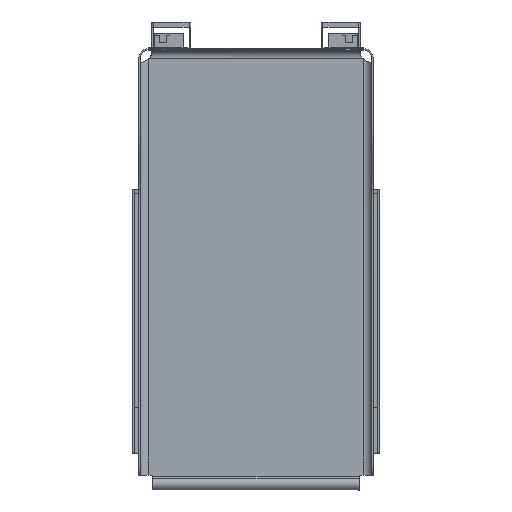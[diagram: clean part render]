
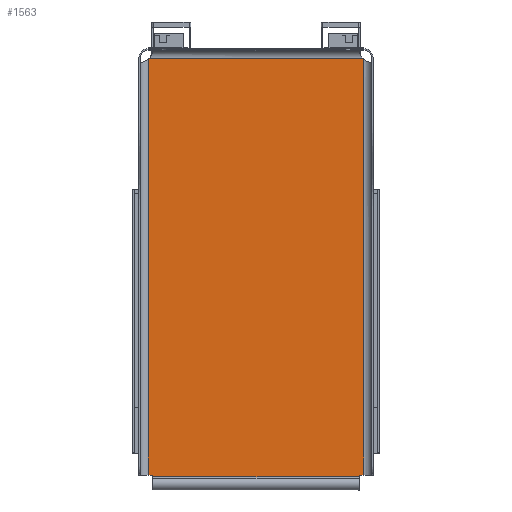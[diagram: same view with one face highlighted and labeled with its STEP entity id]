
A CAD part, top view. The second image highlights one B-rep face of the part: STEP entity #1563.
In plain terms, the highlighted planar face has unit normal (0, 0, 1).
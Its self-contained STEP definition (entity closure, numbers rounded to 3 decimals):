
#1563=ADVANCED_FACE('',(#3422),#3423,.F.);
#3422=FACE_OUTER_BOUND('',#48912,.T.);
#3423=PLANE('',#48913);
#48912=EDGE_LOOP('',(#55773,#55774,#55775,#55776,#55777,#55778,#55779,#55780,#55781,#55782));
#48913=AXIS2_PLACEMENT_3D('',#55783,#55784,#55785);
#55773=ORIENTED_EDGE('',*,*,#58280,.F.);
#55774=ORIENTED_EDGE('',*,*,#58174,.T.);
#55775=ORIENTED_EDGE('',*,*,#58279,.F.);
#55776=ORIENTED_EDGE('',*,*,#58163,.T.);
#55777=ORIENTED_EDGE('',*,*,#58278,.F.);
#55778=ORIENTED_EDGE('',*,*,#58131,.F.);
#55779=ORIENTED_EDGE('',*,*,#58069,.T.);
#55780=ORIENTED_EDGE('',*,*,#58079,.T.);
#55781=ORIENTED_EDGE('',*,*,#58215,.T.);
#55782=ORIENTED_EDGE('',*,*,#58147,.F.);
#55783=CARTESIAN_POINT('',(257.0,431.5,30.65));
#55784=DIRECTION('',(0.,0.,-1.0));
#55785=DIRECTION('',(0.,1.0,0.));
#58069=EDGE_CURVE('',#61729,#61727,#61730,.T.);
#58079=EDGE_CURVE('',#61727,#61746,#61748,.T.);
#58131=EDGE_CURVE('',#61729,#61837,#61838,.T.);
#58147=EDGE_CURVE('',#61865,#61867,#61868,.T.);
#58163=EDGE_CURVE('',#61898,#61896,#61899,.T.);
#58174=EDGE_CURVE('',#61917,#61915,#61918,.T.);
#58215=EDGE_CURVE('',#61746,#61867,#61984,.T.);
#58278=EDGE_CURVE('',#61837,#61896,#62081,.T.);
#58279=EDGE_CURVE('',#61898,#61915,#62082,.T.);
#58280=EDGE_CURVE('',#61917,#61865,#62083,.F.);
#61727=VERTEX_POINT('',#77221);
#61729=VERTEX_POINT('',#77228);
#61730=CIRCLE('',#77229,3.0);
#61746=VERTEX_POINT('',#77253);
#61748=LINE('',#77260,#77261);
#61837=VERTEX_POINT('',#77386);
#61838=LINE('',#77387,#77388);
#61865=VERTEX_POINT('',#77427);
#61867=VERTEX_POINT('',#77429);
#61868=LINE('',#77430,#77431);
#61896=VERTEX_POINT('',#77491);
#61898=VERTEX_POINT('',#77514);
#61899=CIRCLE('',#77515,15.0);
#61915=VERTEX_POINT('',#77609);
#61917=VERTEX_POINT('',#77636);
#61918=CIRCLE('',#77637,15.0);
#61984=CIRCLE('',#77778,3.0);
#62081=LINE('',#77918,#77919);
#62082=LINE('',#77920,#77921);
#62083=LINE('',#77922,#77923);
#77221=CARTESIAN_POINT('',(21.832,-25.511,30.65));
#77228=CARTESIAN_POINT('',(19.,-23.5,30.65));
#77229=AXIS2_PLACEMENT_3D('',#81501,#81502,#81503);
#77253=CARTESIAN_POINT('',(242.168,-25.511,30.65));
#77260=CARTESIAN_POINT('',(22.,-25.511,30.65));
#77261=VECTOR('',#81519,1.0);
#77386=CARTESIAN_POINT('',(17.,-23.5,30.65));
#77387=CARTESIAN_POINT('',(257.,-23.5,30.65));
#77388=VECTOR('',#81601,1.0);
#77427=CARTESIAN_POINT('',(247.,-23.5,30.65));
#77429=CARTESIAN_POINT('',(245.,-23.5,30.65));
#77430=CARTESIAN_POINT('',(257.,-23.5,30.65));
#77431=VECTOR('',#81623,1.0);
#77491=CARTESIAN_POINT('',(17.,420.32,30.65));
#77514=CARTESIAN_POINT('',(18.18,421.5,30.65));
#77515=AXIS2_PLACEMENT_3D('',#81645,#81646,#81647);
#77609=CARTESIAN_POINT('',(245.82,421.5,30.65));
#77636=CARTESIAN_POINT('',(247.,420.32,30.65));
#77637=AXIS2_PLACEMENT_3D('',#81660,#81661,#81662);
#77778=AXIS2_PLACEMENT_3D('',#81731,#81732,#81733);
#77918=CARTESIAN_POINT('',(17.,431.5,30.65));
#77919=VECTOR('',#81834,1.0);
#77920=CARTESIAN_POINT('',(257.0,421.5,30.65));
#77921=VECTOR('',#81835,1.0);
#77922=CARTESIAN_POINT('',(247.,431.5,30.65));
#77923=VECTOR('',#81836,1.0);
#81501=CARTESIAN_POINT('',(19.,-26.5,30.65));
#81502=DIRECTION('',(0.,0.,-1.0));
#81503=DIRECTION('',(1.0,0.,0.));
#81519=DIRECTION('',(1.0,0.,0.));
#81601=DIRECTION('',(-1.0,0.,0.));
#81623=DIRECTION('',(-1.0,0.,0.));
#81645=CARTESIAN_POINT('',(7.,431.5,30.65));
#81646=DIRECTION('',(0.,0.,-1.0));
#81647=DIRECTION('',(1.0,0.,0.));
#81660=CARTESIAN_POINT('',(257.0,431.5,30.65));
#81661=DIRECTION('',(0.,0.,-1.0));
#81662=DIRECTION('',(1.0,0.,0.));
#81731=CARTESIAN_POINT('',(245.,-26.5,30.65));
#81732=DIRECTION('',(0.,0.,-1.0));
#81733=DIRECTION('',(1.0,0.,0.));
#81834=DIRECTION('',(0.,1.0,0.));
#81835=DIRECTION('',(1.0,0.,0.));
#81836=DIRECTION('',(0.,1.0,0.));
